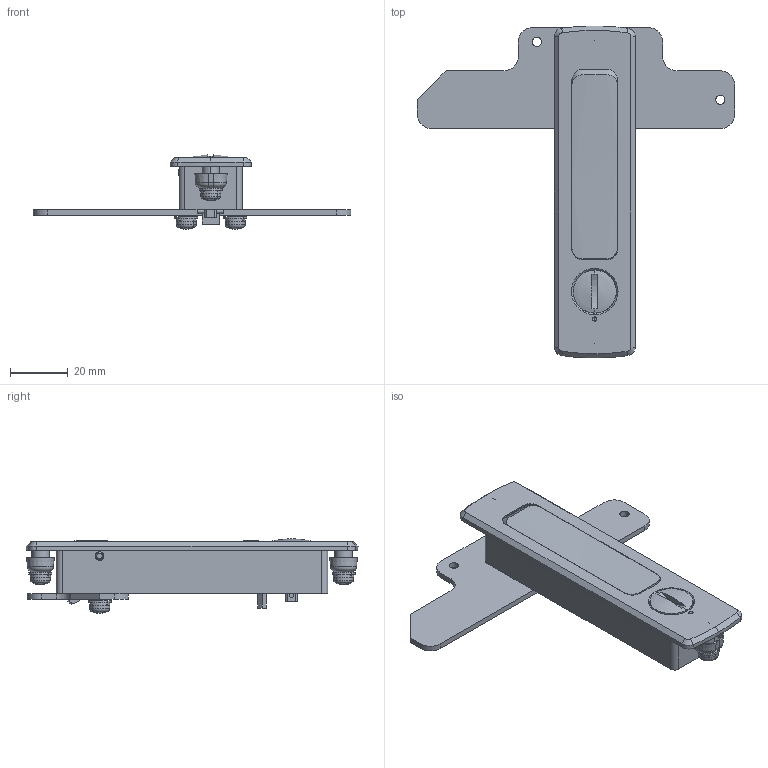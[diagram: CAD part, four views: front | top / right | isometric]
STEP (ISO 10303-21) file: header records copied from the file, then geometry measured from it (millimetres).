
FILE_DESCRIPTION (( 'STEP AP203' ), '1' );
FILE_NAME ('A-265-2-1.STEP', '2020-04-13T04:48:37', ( '' ), ( '' ), 'SwSTEP 2.0', 'SolidWorks 2018', '' );
FILE_SCHEMA (( 'CONFIG_CONTROL_DESIGN' ));
Length unit declared in the file: millimetre
Products named in the file (12): A-265-2-1_オワンワッシャー_; A-265-2-1_十字穴付小ねじ_内径基準ver1.02__M4x8十字穴付なべ小ねじ(鉄)ダブルセムス小形(P4); A-265-2-1_止め金_; A-265-2-1; A-265-2-1_ローター_; A-265-2-1_主軸_; A-265-2-1_平座金_; A-265-2-1_本体_; A-265-2-1_スプリングピン_; A-265-2-1_ラッチ_; A-265-2-1_ハンドル_; A-265-2-1_底板_
Assembly tree (15 placements, depth 2):
  A-265-2-1
    A-265-2-1_本体_
    A-265-2-1_ハンドル_
    A-265-2-1_ラッチ_
    A-265-2-1_底板_
    A-265-2-1_主軸_
    A-265-2-1_平座金_
    A-265-2-1_止め金_
    A-265-2-1_スプリングピン_
    A-265-2-1_十字穴付小ねじ_内径基準ver1.02__M4x8十字穴付なべ小ねじ(鉄)ダブルセムス小形(P4)  x4
    A-265-2-1_オワンワッシャー_  x2
    A-265-2-1_ローター_
Bounding box: 110 x 115 x 25.73 mm (x, y, z)
Volume: 31412.1 mm3; surface area: 29190.2 mm2
Topology: 15 solids, 15 shells, 572 faces, 1521 edges, 980 vertices
Faces by surface type: plane 273, cylinder 210, cone 51, torus 20, sphere 10, bspline 8
Entity records: 15309 total; most frequent: CARTESIAN_POINT 3237, DIRECTION 2278, ORIENTED_EDGE 2240, EDGE_CURVE 1120, AXIS2_PLACEMENT_3D 813, VERTEX_POINT 730, VECTOR 652, LINE 652
